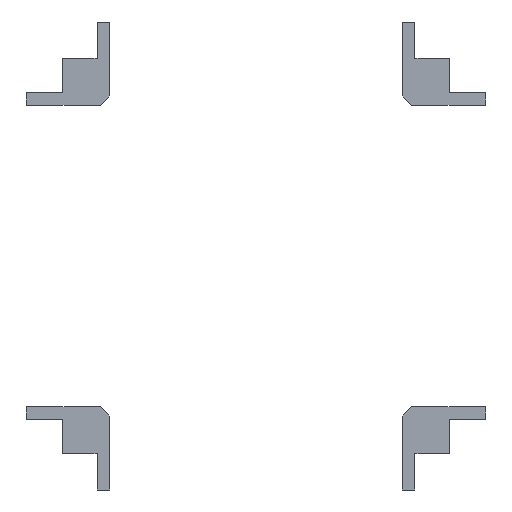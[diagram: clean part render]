
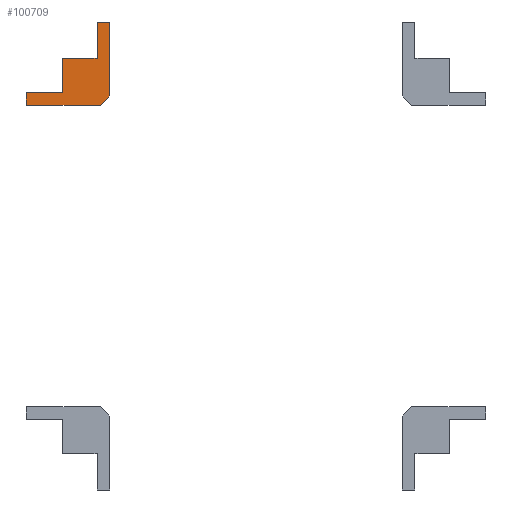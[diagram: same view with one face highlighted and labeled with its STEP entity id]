
A CAD part, front view. The second image highlights one B-rep face of the part: STEP entity #100709.
In plain terms, the highlighted planar face has unit normal (0, -1, 0).
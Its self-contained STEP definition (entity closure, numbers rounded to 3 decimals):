
#78 = EDGE_CURVE ( 'NONE', #6923, #118914, #88358, .T. ) ;
#94 = ORIENTED_EDGE ( 'NONE', *, *, #24422, .T. ) ;
#1191 = CARTESIAN_POINT ( 'NONE',  ( -92.399, -1048., 136.014 ) ) ;
#2213 = ORIENTED_EDGE ( 'NONE', *, *, #39863, .T. ) ;
#6923 = VERTEX_POINT ( 'NONE', #107268 ) ;
#7987 = CARTESIAN_POINT ( 'NONE',  ( -92.399, -1048., 115.014 ) ) ;
#8232 = DIRECTION ( 'NONE',  ( 1., 0., 0. ) ) ;
#9268 = CARTESIAN_POINT ( 'NONE',  ( -133.399, -1048., 95.014 ) ) ;
#11484 = DIRECTION ( 'NONE',  ( -1., 0., 0. ) ) ;
#12469 = DIRECTION ( 'NONE',  ( 0.707, 0., 0.707 ) ) ;
#13680 = PLANE ( 'NONE',  #38398 ) ;
#16989 = DIRECTION ( 'NONE',  ( -1., 0., 0. ) ) ;
#17514 = CARTESIAN_POINT ( 'NONE',  ( -84.899, -1048., 93.004 ) ) ;
#17995 = VECTOR ( 'NONE', #114614, 1000. ) ;
#19810 = EDGE_CURVE ( 'NONE', #21309, #88950, #35654, .T. ) ;
#21309 = VERTEX_POINT ( 'NONE', #117240 ) ;
#21576 = CARTESIAN_POINT ( 'NONE',  ( -112.399, -1048., 95.014 ) ) ;
#22842 = VERTEX_POINT ( 'NONE', #33626 ) ;
#24422 = EDGE_CURVE ( 'NONE', #88950, #66449, #121855, .T. ) ;
#24616 = EDGE_CURVE ( 'NONE', #65246, #126282, #28582, .T. ) ;
#26898 = LINE ( 'NONE', #29420, #66797 ) ;
#28582 = LINE ( 'NONE', #125633, #63300 ) ;
#29223 = VECTOR ( 'NONE', #80626, 1000. ) ;
#29420 = CARTESIAN_POINT ( 'NONE',  ( -133.399, -1048., 87.514 ) ) ;
#33626 = CARTESIAN_POINT ( 'NONE',  ( -90.389, -1048., 87.514 ) ) ;
#33788 = DIRECTION ( 'NONE',  ( 0., 0., -1. ) ) ;
#34158 = EDGE_LOOP ( 'NONE', ( #78607, #94656, #57263, #2213, #48220, #94, #58595, #115058, #76648 ) ) ;
#34233 = FACE_OUTER_BOUND ( 'NONE', #34158, .T. ) ;
#35654 = LINE ( 'NONE', #7987, #99363 ) ;
#36944 = EDGE_CURVE ( 'NONE', #66449, #6923, #54496, .T. ) ;
#37583 = DIRECTION ( 'NONE',  ( 0., 0., 1. ) ) ;
#38398 = AXIS2_PLACEMENT_3D ( 'NONE', #76448, #112662, #63829 ) ;
#39863 = EDGE_CURVE ( 'NONE', #67817, #21309, #54240, .T. ) ;
#46486 = CARTESIAN_POINT ( 'NONE',  ( -92.399, -1048., 115.014 ) ) ;
#47817 = EDGE_CURVE ( 'NONE', #126282, #67817, #70011, .T. ) ;
#48188 = CARTESIAN_POINT ( 'NONE',  ( -84.899, -1048., 136.014 ) ) ;
#48220 = ORIENTED_EDGE ( 'NONE', *, *, #19810, .T. ) ;
#49073 = VECTOR ( 'NONE', #12469, 1000. ) ;
#53967 = VECTOR ( 'NONE', #11484, 1000. ) ;
#54240 = LINE ( 'NONE', #46486, #17995 ) ;
#54496 = LINE ( 'NONE', #74415, #95363 ) ;
#54814 = CARTESIAN_POINT ( 'NONE',  ( -92.399, -1048., 136.014 ) ) ;
#57263 = ORIENTED_EDGE ( 'NONE', *, *, #47817, .T. ) ;
#58595 = ORIENTED_EDGE ( 'NONE', *, *, #36944, .T. ) ;
#59108 = CARTESIAN_POINT ( 'NONE',  ( -112.399, -1048., 115.014 ) ) ;
#61636 = EDGE_CURVE ( 'NONE', #118914, #22842, #26898, .T. ) ;
#63300 = VECTOR ( 'NONE', #37583, 1000. ) ;
#63829 = DIRECTION ( 'NONE',  ( 1., 0., 0. ) ) ;
#65246 = VERTEX_POINT ( 'NONE', #17514 ) ;
#66449 = VERTEX_POINT ( 'NONE', #21576 ) ;
#66797 = VECTOR ( 'NONE', #8232, 1000. ) ;
#67817 = VERTEX_POINT ( 'NONE', #54814 ) ;
#70011 = LINE ( 'NONE', #1191, #53967 ) ;
#74415 = CARTESIAN_POINT ( 'NONE',  ( -112.399, -1048., 95.014 ) ) ;
#76448 = CARTESIAN_POINT ( 'NONE',  ( -88.899, -1048., 94.514 ) ) ;
#76648 = ORIENTED_EDGE ( 'NONE', *, *, #61636, .T. ) ;
#78607 = ORIENTED_EDGE ( 'NONE', *, *, #118728, .T. ) ;
#80626 = DIRECTION ( 'NONE',  ( 0., 0., -1. ) ) ;
#81540 = DIRECTION ( 'NONE',  ( -1., 0., 0. ) ) ;
#88358 = LINE ( 'NONE', #9268, #29223 ) ;
#88950 = VERTEX_POINT ( 'NONE', #100079 ) ;
#94656 = ORIENTED_EDGE ( 'NONE', *, *, #24616, .T. ) ;
#95363 = VECTOR ( 'NONE', #81540, 1000. ) ;
#99363 = VECTOR ( 'NONE', #16989, 1000. ) ;
#100079 = CARTESIAN_POINT ( 'NONE',  ( -112.399, -1048., 115.014 ) ) ;
#100709 = ADVANCED_FACE ( 'NONE', ( #34233 ), #13680, .F. ) ;
#103045 = CARTESIAN_POINT ( 'NONE',  ( -90.389, -1048., 87.514 ) ) ;
#104302 = CARTESIAN_POINT ( 'NONE',  ( -133.399, -1048., 87.514 ) ) ;
#107268 = CARTESIAN_POINT ( 'NONE',  ( -133.399, -1048., 95.014 ) ) ;
#112662 = DIRECTION ( 'NONE',  ( 0., 1., 0. ) ) ;
#114614 = DIRECTION ( 'NONE',  ( 0., 0., -1. ) ) ;
#115058 = ORIENTED_EDGE ( 'NONE', *, *, #78, .T. ) ;
#117240 = CARTESIAN_POINT ( 'NONE',  ( -92.399, -1048., 115.014 ) ) ;
#118728 = EDGE_CURVE ( 'NONE', #22842, #65246, #122325, .T. ) ;
#118914 = VERTEX_POINT ( 'NONE', #104302 ) ;
#120743 = VECTOR ( 'NONE', #33788, 1000. ) ;
#121855 = LINE ( 'NONE', #59108, #120743 ) ;
#122325 = LINE ( 'NONE', #103045, #49073 ) ;
#125633 = CARTESIAN_POINT ( 'NONE',  ( -84.899, -1048., 136.014 ) ) ;
#126282 = VERTEX_POINT ( 'NONE', #48188 ) ;
